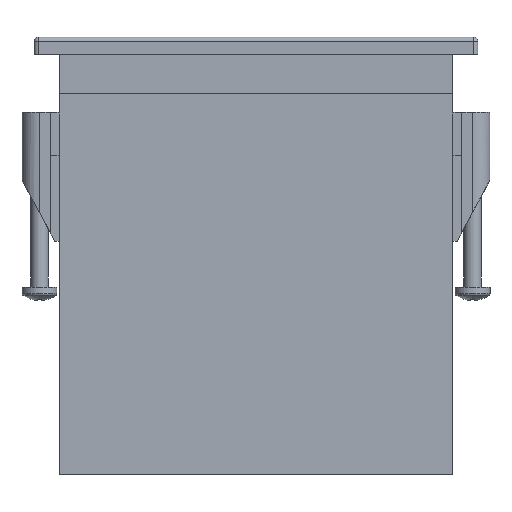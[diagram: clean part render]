
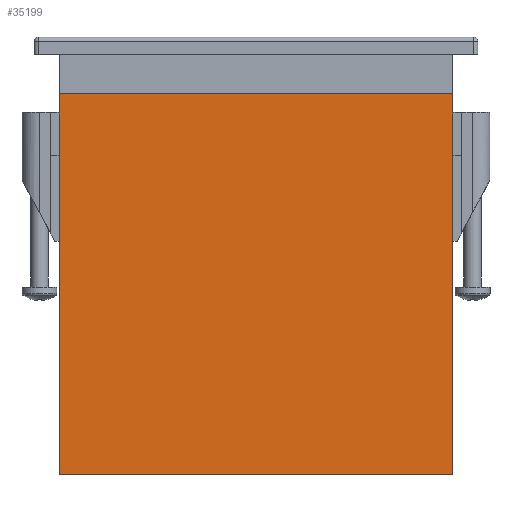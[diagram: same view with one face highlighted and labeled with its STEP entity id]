
A CAD part, front view. The second image highlights one B-rep face of the part: STEP entity #35199.
In plain terms, the highlighted planar face has unit normal (0, -1, 0).
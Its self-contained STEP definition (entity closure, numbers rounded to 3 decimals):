
#1008 = ORIENTED_EDGE ( 'NONE', *, *, #27056, .T. ) ;
#1796 = EDGE_CURVE ( 'NONE', #22414, #36125, #42232, .T. ) ;
#2136 = CARTESIAN_POINT ( 'NONE',  ( 90., 0., -87.1 ) ) ;
#2519 = VECTOR ( 'NONE', #14572, 1000. ) ;
#4831 = LINE ( 'NONE', #50036, #24937 ) ;
#7454 = VECTOR ( 'NONE', #37746, 1000. ) ;
#9895 = EDGE_LOOP ( 'NONE', ( #26722, #36987, #38910, #1008 ) ) ;
#10991 = VECTOR ( 'NONE', #36817, 1000. ) ;
#11155 = CARTESIAN_POINT ( 'NONE',  ( 0., 0., 0. ) ) ;
#14429 = EDGE_CURVE ( 'NONE', #36687, #34781, #4831, .T. ) ;
#14572 = DIRECTION ( 'NONE',  ( -1., 0., 0. ) ) ;
#17887 = PLANE ( 'NONE',  #26489 ) ;
#17970 = CARTESIAN_POINT ( 'NONE',  ( 90., 0., 0. ) ) ;
#18335 = DIRECTION ( 'NONE',  ( 0., 0., -1. ) ) ;
#21968 = DIRECTION ( 'NONE',  ( 0., 1., 0. ) ) ;
#22414 = VERTEX_POINT ( 'NONE', #11155 ) ;
#23922 = LINE ( 'NONE', #50449, #2519 ) ;
#24495 = CARTESIAN_POINT ( 'NONE',  ( 0., 0., -87.1 ) ) ;
#24937 = VECTOR ( 'NONE', #18335, 1000. ) ;
#26489 = AXIS2_PLACEMENT_3D ( 'NONE', #37842, #21968, #49931 ) ;
#26722 = ORIENTED_EDGE ( 'NONE', *, *, #1796, .T. ) ;
#27056 = EDGE_CURVE ( 'NONE', #36687, #22414, #39431, .T. ) ;
#32469 = CARTESIAN_POINT ( 'NONE',  ( 90., 0., 0. ) ) ;
#33091 = FACE_OUTER_BOUND ( 'NONE', #9895, .T. ) ;
#34132 = EDGE_CURVE ( 'NONE', #34781, #36125, #23922, .T. ) ;
#34781 = VERTEX_POINT ( 'NONE', #2136 ) ;
#35199 = ADVANCED_FACE ( 'NONE', ( #33091 ), #17887, .F. ) ;
#36125 = VERTEX_POINT ( 'NONE', #24495 ) ;
#36687 = VERTEX_POINT ( 'NONE', #32469 ) ;
#36817 = DIRECTION ( 'NONE',  ( 0., 0., -1. ) ) ;
#36987 = ORIENTED_EDGE ( 'NONE', *, *, #34132, .F. ) ;
#37746 = DIRECTION ( 'NONE',  ( -1., 0., 0. ) ) ;
#37842 = CARTESIAN_POINT ( 'NONE',  ( 90., 0., 0. ) ) ;
#38910 = ORIENTED_EDGE ( 'NONE', *, *, #14429, .F. ) ;
#39431 = LINE ( 'NONE', #17970, #7454 ) ;
#39638 = CARTESIAN_POINT ( 'NONE',  ( 0., 0., 0. ) ) ;
#42232 = LINE ( 'NONE', #39638, #10991 ) ;
#49931 = DIRECTION ( 'NONE',  ( 0., 0., 1. ) ) ;
#50036 = CARTESIAN_POINT ( 'NONE',  ( 90., 0., 0. ) ) ;
#50449 = CARTESIAN_POINT ( 'NONE',  ( 90., 0., -87.1 ) ) ;
